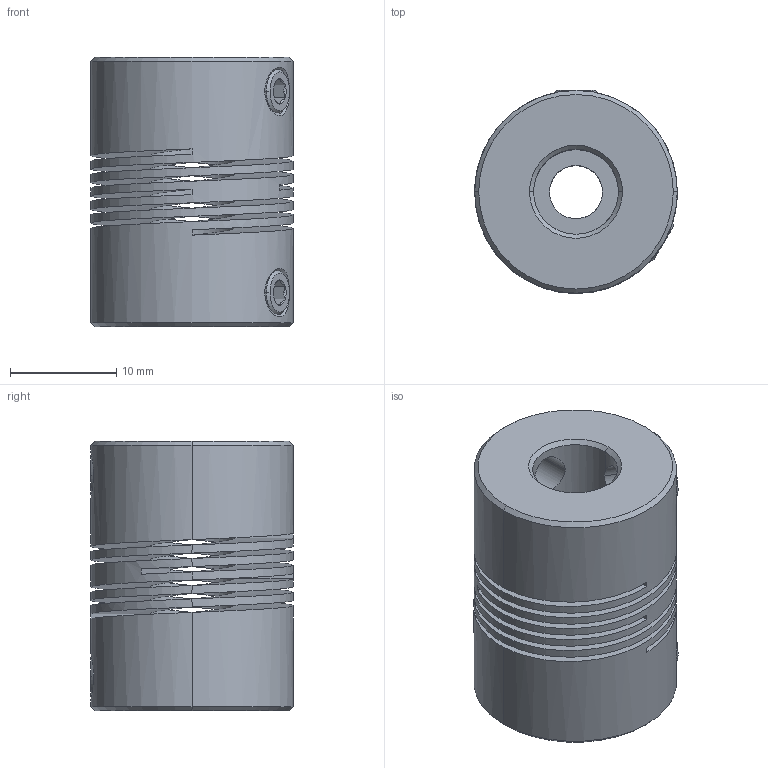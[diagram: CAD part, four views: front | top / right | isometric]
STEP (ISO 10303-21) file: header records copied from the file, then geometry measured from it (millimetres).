
FILE_DESCRIPTION (( 'STEP AP203' ), '1' );
FILE_NAME ('4147N159_Set Screw Precision Flexible Shaft Couplings.STEP', '2021-09-14T14:51:20', ( 'Administrator' ), ( 'Managed by Terraform' ), 'SwSTEP 2.0', 'SolidWorks 2017', '' );
FILE_SCHEMA (( 'CONFIG_CONTROL_DESIGN' ));
Length unit declared in the file: inch
Products named in the file (1): 4147N159_Set Screw Precision Flexible Shaft Couplings
Bounding box: 19.1 x 19.1 x 25.4 mm (x, y, z)
Volume: 5279.8 mm3; surface area: 5581.7 mm2
Topology: 5 solids, 5 shells, 153 faces, 364 edges, 216 vertices
Faces by surface type: cone 52, plane 47, cylinder 38, bspline 16
Entity records: 6015 total; most frequent: CARTESIAN_POINT 2764, ORIENTED_EDGE 728, DIRECTION 572, EDGE_CURVE 364, AXIS2_PLACEMENT_3D 218, VERTEX_POINT 216, EDGE_LOOP 166, FACE_OUTER_BOUND 153
